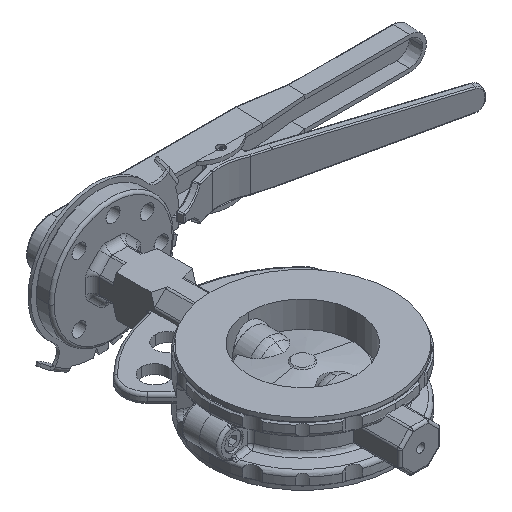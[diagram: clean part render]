
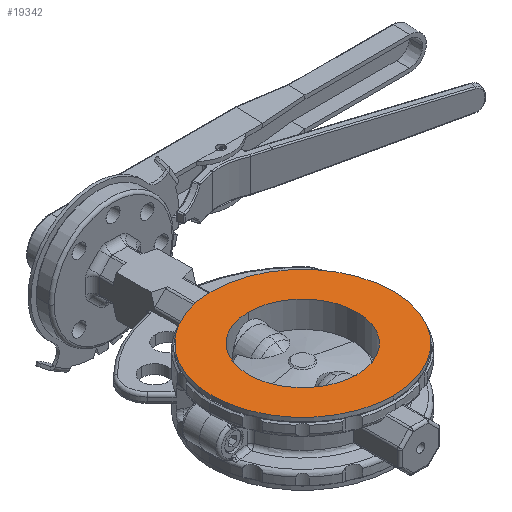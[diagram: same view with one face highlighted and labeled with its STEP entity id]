
A CAD part, isometric view. The second image highlights one B-rep face of the part: STEP entity #19342.
In plain terms, the highlighted planar face has unit normal (0, 0, 1).
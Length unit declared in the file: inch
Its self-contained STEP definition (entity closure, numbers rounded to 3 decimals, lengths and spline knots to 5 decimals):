
#1444 = VERTEX_POINT ( 'NONE', #13556 ) ;
#2263 = ORIENTED_EDGE ( 'NONE', *, *, #12219, .F. ) ;
#2891 = CARTESIAN_POINT ( 'NONE',  ( 3.41883, 5.11118, 4.32434 ) ) ;
#3267 = CARTESIAN_POINT ( 'NONE',  ( 3.41883, 7.70961, 4.32434 ) ) ;
#3342 = DIRECTION ( 'NONE',  ( 0., 1., 0. ) ) ;
#4571 = CIRCLE ( 'NONE', #9640, 1.55512 ) ;
#6404 = CARTESIAN_POINT ( 'NONE',  ( 3.41883, 2.51276, 4.32434 ) ) ;
#8528 = DIRECTION ( 'NONE',  ( 0., 0., 1. ) ) ;
#8734 = PLANE ( 'NONE',  #32701 ) ;
#9640 = AXIS2_PLACEMENT_3D ( 'NONE', #2891, #13076, #3342 ) ;
#10303 = DIRECTION ( 'NONE',  ( 0., 1., 0. ) ) ;
#12219 = EDGE_CURVE ( 'NONE', #42890, #1444, #4571, .T. ) ;
#13076 = DIRECTION ( 'NONE',  ( 0., 0., 1. ) ) ;
#13556 = CARTESIAN_POINT ( 'NONE',  ( 3.41883, 6.6663, 4.32434 ) ) ;
#13948 = CIRCLE ( 'NONE', #32038, 2.59843 ) ;
#15804 = DIRECTION ( 'NONE',  ( 0., 1., 0. ) ) ;
#18941 = EDGE_LOOP ( 'NONE', ( #2263, #22077 ) ) ;
#19342 = ADVANCED_FACE ( 'NONE', ( #29413, #35486 ), #8734, .T. ) ;
#19650 = CARTESIAN_POINT ( 'NONE',  ( 3.41883, 5.11118, 4.32434 ) ) ;
#20104 = DIRECTION ( 'NONE',  ( 0., 0., 1. ) ) ;
#20366 = CIRCLE ( 'NONE', #27578, 1.55512 ) ;
#20551 = CIRCLE ( 'NONE', #28482, 2.59843 ) ;
#21054 = ORIENTED_EDGE ( 'NONE', *, *, #42387, .T. ) ;
#22077 = ORIENTED_EDGE ( 'NONE', *, *, #27544, .F. ) ;
#27133 = CARTESIAN_POINT ( 'NONE',  ( 3.41883, 5.11118, 4.32434 ) ) ;
#27544 = EDGE_CURVE ( 'NONE', #1444, #42890, #20366, .T. ) ;
#27578 = AXIS2_PLACEMENT_3D ( 'NONE', #19650, #8528, #15804 ) ;
#28482 = AXIS2_PLACEMENT_3D ( 'NONE', #40630, #44498, #10303 ) ;
#28592 = DIRECTION ( 'NONE',  ( 0., 1., 0. ) ) ;
#29413 = FACE_OUTER_BOUND ( 'NONE', #44399, .T. ) ;
#29534 = ORIENTED_EDGE ( 'NONE', *, *, #41922, .T. ) ;
#30118 = VERTEX_POINT ( 'NONE', #3267 ) ;
#32038 = AXIS2_PLACEMENT_3D ( 'NONE', #41925, #38507, #28592 ) ;
#32701 = AXIS2_PLACEMENT_3D ( 'NONE', #27133, #20104, #43845 ) ;
#35486 = FACE_BOUND ( 'NONE', #18941, .T. ) ;
#38507 = DIRECTION ( 'NONE',  ( 0., 0., 1. ) ) ;
#39885 = CARTESIAN_POINT ( 'NONE',  ( 3.41883, 3.55607, 4.32434 ) ) ;
#40630 = CARTESIAN_POINT ( 'NONE',  ( 3.41883, 5.11118, 4.32434 ) ) ;
#40656 = VERTEX_POINT ( 'NONE', #6404 ) ;
#41922 = EDGE_CURVE ( 'NONE', #30118, #40656, #20551, .T. ) ;
#41925 = CARTESIAN_POINT ( 'NONE',  ( 3.41883, 5.11118, 4.32434 ) ) ;
#42387 = EDGE_CURVE ( 'NONE', #40656, #30118, #13948, .T. ) ;
#42890 = VERTEX_POINT ( 'NONE', #39885 ) ;
#43845 = DIRECTION ( 'NONE',  ( 0., 1., 0. ) ) ;
#44399 = EDGE_LOOP ( 'NONE', ( #21054, #29534 ) ) ;
#44498 = DIRECTION ( 'NONE',  ( 0., 0., 1. ) ) ;
